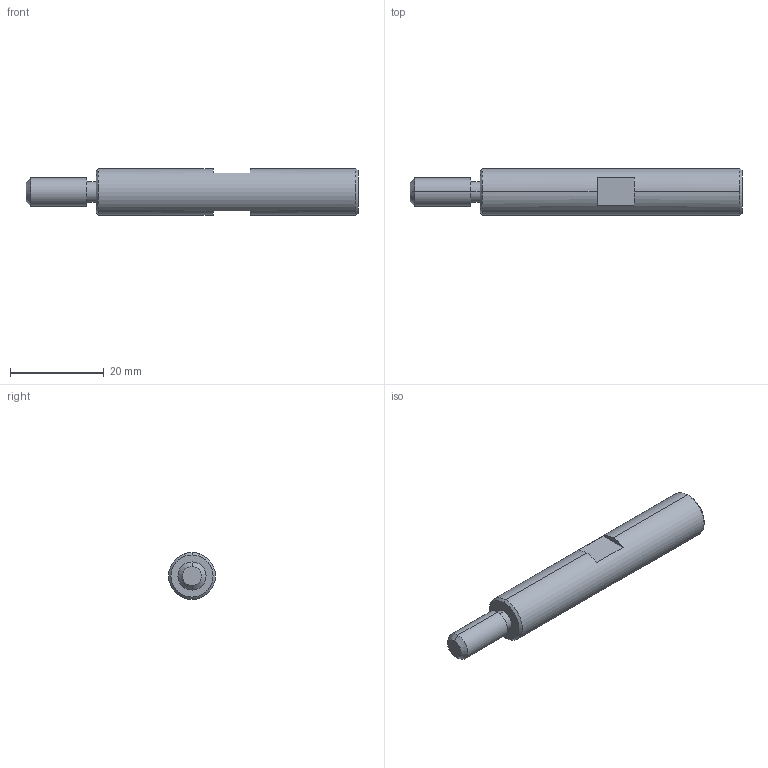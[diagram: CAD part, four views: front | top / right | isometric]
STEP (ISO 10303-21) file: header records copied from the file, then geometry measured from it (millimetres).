
FILE_DESCRIPTION (( 'STEP AP214' ), '1' );
FILE_NAME ('SSFBU10-56-F15-M6-N5-SC25.STEP', '2024-10-09T10:46:03', ( '' ), ( '' ), 'SwSTEP 2.0', 'SolidWorks 2024', '' );
FILE_SCHEMA (( 'AUTOMOTIVE_DESIGN' ));
Length unit declared in the file: millimetre
Products named in the file (1): SSFBU10-56-F15-M6-N5-SC25
Bounding box: 71 x 10 x 10 mm (x, y, z)
Volume: 4502.7 mm3; surface area: 2391 mm2
Topology: 1 solids, 1 shells, 28 faces, 62 edges, 37 vertices
Faces by surface type: cone 10, plane 10, cylinder 8
Entity records: 787 total; most frequent: DIRECTION 150, CARTESIAN_POINT 126, ORIENTED_EDGE 120, AXIS2_PLACEMENT_3D 61, EDGE_CURVE 60, VERTEX_POINT 37, CIRCLE 32, EDGE_LOOP 31
